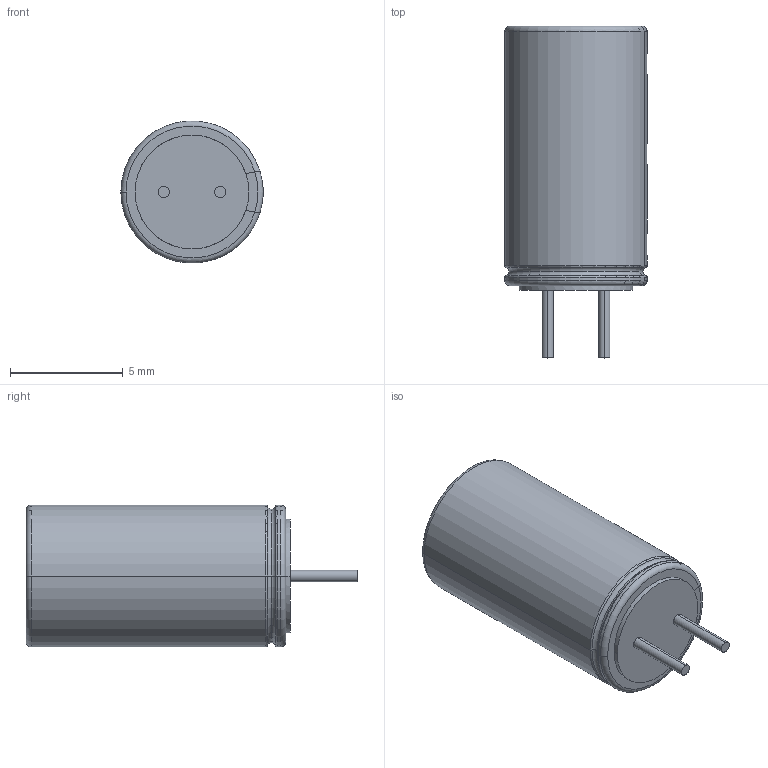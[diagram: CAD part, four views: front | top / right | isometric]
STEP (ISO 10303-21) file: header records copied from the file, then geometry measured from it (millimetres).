
FILE_DESCRIPTION (( 'STEP AP214' ), '1' );
FILE_NAME ('CAP ALTH D-6.3MM L-2.5MM H-11.5MM.STEP', '2017-01-07T09:26:52', ( '' ), ( '' ), 'SwSTEP 2.0', 'SolidWorks 2016', '' );
FILE_SCHEMA (( 'AUTOMOTIVE_DESIGN' ));
Length unit declared in the file: millimetre
Products named in the file (1): CAP ALTH D-6.3MM L-2.5MM H-11.5MM
Bounding box: 6.3 x 14.7 x 6.29 mm (x, y, z)
Volume: 361.3 mm3; surface area: 302.3 mm2
Topology: 1 solids, 1 shells, 46 faces, 107 edges, 71 vertices
Faces by surface type: cylinder 20, torus 18, plane 8
Entity records: 1793 total; most frequent: CARTESIAN_POINT 421, DIRECTION 230, ORIENTED_EDGE 214, EDGE_CURVE 107, AXIS2_PLACEMENT_3D 100, VERTEX_POINT 71, EDGE_LOOP 54, CIRCLE 53
